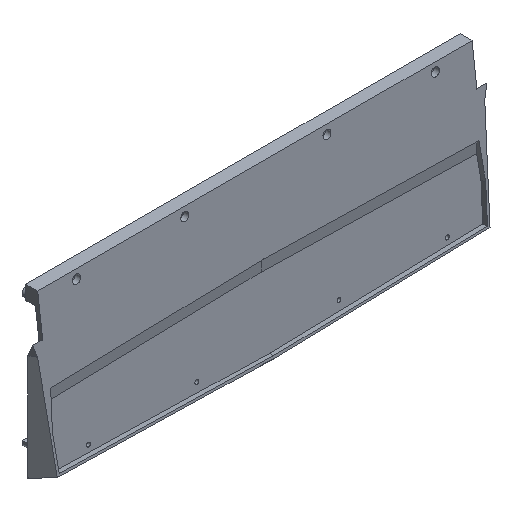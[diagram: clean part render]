
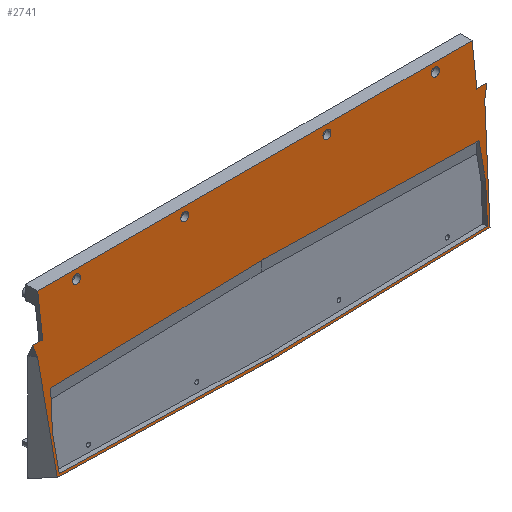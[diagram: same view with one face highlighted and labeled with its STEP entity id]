
A CAD part, isometric view. The second image highlights one B-rep face of the part: STEP entity #2741.
In plain terms, the highlighted planar face has unit normal (0, -0.993, 0.122).
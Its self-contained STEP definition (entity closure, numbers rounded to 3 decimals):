
#143=FACE_BOUND('',#332,.T.);
#144=FACE_BOUND('',#333,.T.);
#145=FACE_BOUND('',#334,.T.);
#146=FACE_BOUND('',#335,.T.);
#147=FACE_BOUND('',#336,.T.);
#164=ELLIPSE('',#2894,2.519,2.5);
#165=ELLIPSE('',#2895,2.519,2.5);
#166=ELLIPSE('',#2896,2.519,2.5);
#167=ELLIPSE('',#2897,2.519,2.5);
#181=FACE_OUTER_BOUND('',#331,.T.);
#331=EDGE_LOOP('',(#1870,#1871,#1872,#1873,#1874,#1875,#1876,#1877,#1878,
#1879,#1880));
#332=EDGE_LOOP('',(#1881,#1882,#1883,#1884,#1885,#1886,#1887,#1888));
#333=EDGE_LOOP('',(#1889));
#334=EDGE_LOOP('',(#1890));
#335=EDGE_LOOP('',(#1891));
#336=EDGE_LOOP('',(#1892));
#489=LINE('',#3922,#811);
#497=LINE('',#3947,#819);
#500=LINE('',#3952,#822);
#502=LINE('',#3956,#824);
#504=LINE('',#3960,#826);
#506=LINE('',#3963,#828);
#507=LINE('',#3966,#829);
#509=LINE('',#3969,#831);
#519=LINE('',#3992,#841);
#520=LINE('',#3994,#842);
#521=LINE('',#3996,#843);
#522=LINE('',#3998,#844);
#523=LINE('',#4000,#845);
#524=LINE('',#4002,#846);
#525=LINE('',#4004,#847);
#526=LINE('',#4006,#848);
#527=LINE('',#4008,#849);
#528=LINE('',#4010,#850);
#529=LINE('',#4011,#851);
#811=VECTOR('',#3126,10.);
#819=VECTOR('',#3146,10.);
#822=VECTOR('',#3151,10.);
#824=VECTOR('',#3155,10.);
#826=VECTOR('',#3159,10.);
#828=VECTOR('',#3163,10.);
#829=VECTOR('',#3166,10.);
#831=VECTOR('',#3170,10.);
#841=VECTOR('',#3186,10.);
#842=VECTOR('',#3187,10.);
#843=VECTOR('',#3188,10.);
#844=VECTOR('',#3189,10.);
#845=VECTOR('',#3190,10.);
#846=VECTOR('',#3191,10.);
#847=VECTOR('',#3192,10.);
#848=VECTOR('',#3193,10.);
#849=VECTOR('',#3194,10.);
#850=VECTOR('',#3195,10.);
#851=VECTOR('',#3196,10.);
#1131=VERTEX_POINT('',#3919);
#1132=VERTEX_POINT('',#3921);
#1142=VERTEX_POINT('',#3945);
#1143=VERTEX_POINT('',#3946);
#1144=VERTEX_POINT('',#3951);
#1145=VERTEX_POINT('',#3955);
#1146=VERTEX_POINT('',#3959);
#1147=VERTEX_POINT('',#3965);
#1156=VERTEX_POINT('',#3990);
#1157=VERTEX_POINT('',#3991);
#1158=VERTEX_POINT('',#3993);
#1159=VERTEX_POINT('',#3995);
#1160=VERTEX_POINT('',#3997);
#1161=VERTEX_POINT('',#3999);
#1162=VERTEX_POINT('',#4001);
#1163=VERTEX_POINT('',#4003);
#1164=VERTEX_POINT('',#4005);
#1165=VERTEX_POINT('',#4007);
#1166=VERTEX_POINT('',#4009);
#1167=VERTEX_POINT('',#4012);
#1168=VERTEX_POINT('',#4014);
#1169=VERTEX_POINT('',#4016);
#1170=VERTEX_POINT('',#4018);
#1404=EDGE_CURVE('',#1132,#1131,#489,.T.);
#1416=EDGE_CURVE('',#1142,#1143,#497,.T.);
#1419=EDGE_CURVE('',#1144,#1142,#500,.T.);
#1421=EDGE_CURVE('',#1145,#1144,#502,.T.);
#1423=EDGE_CURVE('',#1146,#1145,#504,.T.);
#1425=EDGE_CURVE('',#1131,#1146,#506,.T.);
#1426=EDGE_CURVE('',#1147,#1132,#507,.T.);
#1428=EDGE_CURVE('',#1143,#1147,#509,.T.);
#1438=EDGE_CURVE('',#1156,#1157,#519,.T.);
#1439=EDGE_CURVE('',#1158,#1157,#520,.T.);
#1440=EDGE_CURVE('',#1158,#1159,#521,.T.);
#1441=EDGE_CURVE('',#1159,#1160,#522,.T.);
#1442=EDGE_CURVE('',#1160,#1161,#523,.T.);
#1443=EDGE_CURVE('',#1161,#1162,#524,.T.);
#1444=EDGE_CURVE('',#1162,#1163,#525,.T.);
#1445=EDGE_CURVE('',#1163,#1164,#526,.T.);
#1446=EDGE_CURVE('',#1164,#1165,#527,.T.);
#1447=EDGE_CURVE('',#1165,#1166,#528,.T.);
#1448=EDGE_CURVE('',#1166,#1156,#529,.T.);
#1449=EDGE_CURVE('',#1167,#1167,#164,.T.);
#1450=EDGE_CURVE('',#1168,#1168,#165,.T.);
#1451=EDGE_CURVE('',#1169,#1169,#166,.T.);
#1452=EDGE_CURVE('',#1170,#1170,#167,.T.);
#1870=ORIENTED_EDGE('',*,*,#1438,.T.);
#1871=ORIENTED_EDGE('',*,*,#1439,.F.);
#1872=ORIENTED_EDGE('',*,*,#1440,.T.);
#1873=ORIENTED_EDGE('',*,*,#1441,.T.);
#1874=ORIENTED_EDGE('',*,*,#1442,.T.);
#1875=ORIENTED_EDGE('',*,*,#1443,.T.);
#1876=ORIENTED_EDGE('',*,*,#1444,.T.);
#1877=ORIENTED_EDGE('',*,*,#1445,.T.);
#1878=ORIENTED_EDGE('',*,*,#1446,.T.);
#1879=ORIENTED_EDGE('',*,*,#1447,.T.);
#1880=ORIENTED_EDGE('',*,*,#1448,.T.);
#1881=ORIENTED_EDGE('',*,*,#1416,.T.);
#1882=ORIENTED_EDGE('',*,*,#1428,.T.);
#1883=ORIENTED_EDGE('',*,*,#1426,.T.);
#1884=ORIENTED_EDGE('',*,*,#1404,.T.);
#1885=ORIENTED_EDGE('',*,*,#1425,.T.);
#1886=ORIENTED_EDGE('',*,*,#1423,.T.);
#1887=ORIENTED_EDGE('',*,*,#1421,.T.);
#1888=ORIENTED_EDGE('',*,*,#1419,.T.);
#1889=ORIENTED_EDGE('',*,*,#1449,.T.);
#1890=ORIENTED_EDGE('',*,*,#1450,.T.);
#1891=ORIENTED_EDGE('',*,*,#1451,.T.);
#1892=ORIENTED_EDGE('',*,*,#1452,.T.);
#2639=PLANE('',#2893);
#2741=ADVANCED_FACE('',(#181,#143,#144,#145,#146,#147),#2639,.T.);
#2893=AXIS2_PLACEMENT_3D('',#3989,#3184,#3185);
#2894=AXIS2_PLACEMENT_3D('',#4013,#3197,#3198);
#2895=AXIS2_PLACEMENT_3D('',#4015,#3199,#3200);
#2896=AXIS2_PLACEMENT_3D('',#4017,#3201,#3202);
#2897=AXIS2_PLACEMENT_3D('',#4019,#3203,#3204);
#3126=DIRECTION('',(0.07,0.122,0.99));
#3146=DIRECTION('',(-1.,-0.003,-0.022));
#3151=DIRECTION('',(-0.07,-0.122,-0.99));
#3155=DIRECTION('',(0.07,-0.122,-0.99));
#3159=DIRECTION('',(1.,-0.003,-0.022));
#3163=DIRECTION('',(1.,0.003,0.022));
#3166=DIRECTION('',(-0.07,0.122,0.99));
#3170=DIRECTION('',(-1.,0.003,0.022));
#3184=DIRECTION('center_axis',(0.,-0.993,0.122));
#3185=DIRECTION('ref_axis',(0.,-0.122,-0.993));
#3186=DIRECTION('',(0.,0.122,0.993));
#3187=DIRECTION('',(1.,0.,0.));
#3188=DIRECTION('',(0.,-0.122,-0.993));
#3189=DIRECTION('',(-1.,0.,0.));
#3190=DIRECTION('',(0.299,-0.116,-0.947));
#3191=DIRECTION('',(0.07,-0.122,-0.99));
#3192=DIRECTION('',(1.,-0.003,-0.022));
#3193=DIRECTION('',(1.,0.003,0.022));
#3194=DIRECTION('',(0.07,0.122,0.99));
#3195=DIRECTION('',(0.299,0.116,0.947));
#3196=DIRECTION('',(-1.,0.,0.));
#3197=DIRECTION('center_axis',(0.,0.993,-0.122));
#3198=DIRECTION('ref_axis',(0.,0.122,0.993));
#3199=DIRECTION('center_axis',(0.,0.993,-0.122));
#3200=DIRECTION('ref_axis',(0.,0.122,0.993));
#3201=DIRECTION('center_axis',(0.,0.993,-0.122));
#3202=DIRECTION('ref_axis',(0.,0.122,0.993));
#3203=DIRECTION('center_axis',(0.,0.993,-0.122));
#3204=DIRECTION('ref_axis',(0.,0.122,0.993));
#3919=CARTESIAN_POINT('',(0.685,-17.299,35.653));
#3921=CARTESIAN_POINT('',(-0.864,-19.982,13.803));
#3922=CARTESIAN_POINT('',(0.284,-17.994,29.995));
#3945=CARTESIAN_POINT('',(269.587,-22.665,-8.047));
#3946=CARTESIAN_POINT('',(135.136,-23.029,-11.011));
#3947=CARTESIAN_POINT('',(202.896,-22.846,-9.517));
#3951=CARTESIAN_POINT('',(271.136,-19.982,13.803));
#3952=CARTESIAN_POINT('',(271.613,-19.155,20.544));
#3955=CARTESIAN_POINT('',(269.587,-17.299,35.653));
#3956=CARTESIAN_POINT('',(269.213,-16.653,40.92));
#3959=CARTESIAN_POINT('',(135.136,-16.936,38.617));
#3960=CARTESIAN_POINT('',(135.156,-16.936,38.616));
#3963=CARTESIAN_POINT('',(67.891,-17.118,37.134));
#3965=CARTESIAN_POINT('',(0.685,-22.665,-8.047));
#3966=CARTESIAN_POINT('',(-0.567,-20.496,9.619));
#3969=CARTESIAN_POINT('',(134.601,-23.028,-10.999));
#3989=CARTESIAN_POINT('Origin',(135.136,-17.152,36.85));
#3990=CARTESIAN_POINT('',(271.463,-14.14,61.386));
#3991=CARTESIAN_POINT('',(271.463,-11.093,86.2));
#3992=CARTESIAN_POINT('',(271.463,-14.067,61.979));
#3993=CARTESIAN_POINT('',(-1.19,-11.093,86.2));
#3994=CARTESIAN_POINT('',(206.454,-11.093,86.2));
#3995=CARTESIAN_POINT('',(-1.191,-14.14,61.386));
#3996=CARTESIAN_POINT('',(-1.19,-11.093,86.2));
#3997=CARTESIAN_POINT('',(-7.5,-14.14,61.386));
#3998=CARTESIAN_POINT('',(63.818,-14.14,61.386));
#3999=CARTESIAN_POINT('',(-5.232,-15.021,54.209));
#4000=CARTESIAN_POINT('',(3.549,-18.433,26.417));
#4001=CARTESIAN_POINT('',(-0.715,-22.844,-9.506));
#4002=CARTESIAN_POINT('',(-1.91,-20.776,7.34));
#4003=CARTESIAN_POINT('',(135.136,-23.212,-12.5));
#4004=CARTESIAN_POINT('',(63.267,-23.017,-10.916));
#4005=CARTESIAN_POINT('',(270.987,-22.844,-9.506));
#4006=CARTESIAN_POINT('',(207.006,-23.017,-10.916));
#4007=CARTESIAN_POINT('',(275.504,-15.021,54.209));
#4008=CARTESIAN_POINT('',(272.25,-20.656,8.313));
#4009=CARTESIAN_POINT('',(277.772,-14.14,61.386));
#4010=CARTESIAN_POINT('',(266.892,-18.367,26.954));
#4011=CARTESIAN_POINT('',(206.454,-14.14,61.386));
#4012=CARTESIAN_POINT('',(179.772,-12.014,78.7));
#4013=CARTESIAN_POINT('Origin',(179.772,-11.707,81.2));
#4014=CARTESIAN_POINT('',(22.5,-12.014,78.7));
#4015=CARTESIAN_POINT('Origin',(22.5,-11.707,81.2));
#4016=CARTESIAN_POINT('',(90.5,-12.014,78.7));
#4017=CARTESIAN_POINT('Origin',(90.5,-11.707,81.2));
#4018=CARTESIAN_POINT('',(247.772,-12.014,78.7));
#4019=CARTESIAN_POINT('Origin',(247.772,-11.707,81.2));
